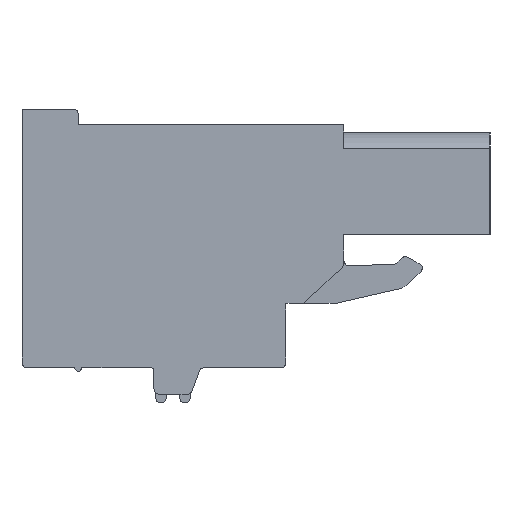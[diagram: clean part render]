
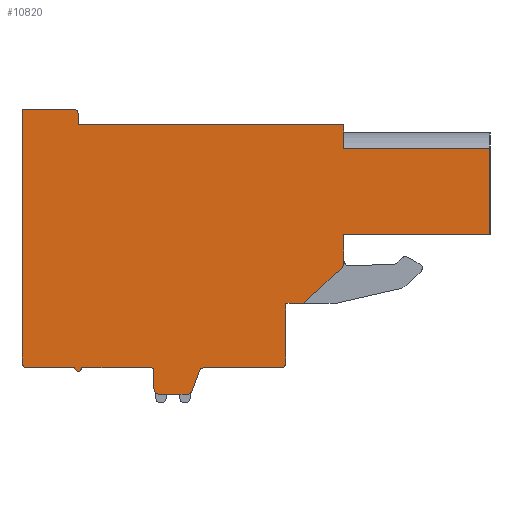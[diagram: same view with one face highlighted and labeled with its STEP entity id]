
A CAD part, left-side view. The second image highlights one B-rep face of the part: STEP entity #10820.
In plain terms, the highlighted planar face has unit normal (-1, 0, 0).
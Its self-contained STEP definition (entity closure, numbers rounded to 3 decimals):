
#1=DIRECTION('',(0.,1.,0.));
#2=VECTOR('',#1,8.3);
#3=CARTESIAN_POINT('',(0.,-13.96,5.635));
#4=LINE('',#3,#2);
#5=DIRECTION('',(0.,1.,0.));
#6=VECTOR('',#5,8.3);
#7=CARTESIAN_POINT('',(0.,-13.96,0.73));
#8=LINE('',#7,#6);
#9=DIRECTION('',(0.,0.,-1.));
#10=VECTOR('',#9,1.64);
#11=CARTESIAN_POINT('',(0.,-5.66,0.73));
#12=LINE('',#11,#10);
#13=CARTESIAN_POINT('',(0.,-5.36,-0.91));
#14=DIRECTION('',(1.,0.,0.));
#15=DIRECTION('',(0.,-1.,0.));
#16=AXIS2_PLACEMENT_3D('',#13,#14,#15);
#18=DIRECTION('',(0.,0.731,-0.683));
#19=VECTOR('',#18,3.018);
#20=CARTESIAN_POINT('',(0.,-5.565,-1.129));
#21=LINE('',#20,#19);
#22=DIRECTION('',(0.,1.,0.));
#23=VECTOR('',#22,1.);
#24=CARTESIAN_POINT('',(0.,-3.36,-3.19));
#25=LINE('',#24,#23);
#26=DIRECTION('',(0.,0.,-1.));
#27=VECTOR('',#26,0.5);
#28=CARTESIAN_POINT('',(0.,-2.36,-3.19));
#29=LINE('',#28,#27);
#30=DIRECTION('',(0.,0.,-1.));
#31=VECTOR('',#30,2.35);
#32=CARTESIAN_POINT('',(0.,-2.36,-3.69));
#33=LINE('',#32,#31);
#34=DIRECTION('',(0.,0.,-1.));
#35=VECTOR('',#34,0.5);
#36=CARTESIAN_POINT('',(0.,-2.36,-6.04));
#37=LINE('',#36,#35);
#38=CARTESIAN_POINT('',(0.,-2.06,-6.54));
#39=DIRECTION('',(1.,0.,0.));
#40=DIRECTION('',(0.,-1.,0.));
#41=AXIS2_PLACEMENT_3D('',#38,#39,#40);
#43=DIRECTION('',(0.,1.,0.));
#44=VECTOR('',#43,4.34);
#45=CARTESIAN_POINT('',(0.,-2.06,-6.84));
#46=LINE('',#45,#44);
#47=CARTESIAN_POINT('',(0.,2.28,-7.14));
#48=DIRECTION('',(-1.,0.,0.));
#49=DIRECTION('',(0.,0.,1.));
#50=AXIS2_PLACEMENT_3D('',#47,#48,#49);
#52=DIRECTION('',(0.,0.345,-0.939));
#53=VECTOR('',#52,1.179);
#54=CARTESIAN_POINT('',(0.,2.562,-7.037));
#55=LINE('',#54,#53);
#56=CARTESIAN_POINT('',(0.,3.25,-8.04));
#57=DIRECTION('',(1.,0.,0.));
#58=DIRECTION('',(0.,-0.939,-0.345));
#59=AXIS2_PLACEMENT_3D('',#56,#57,#58);
#61=DIRECTION('',(0.,1.,0.));
#62=VECTOR('',#61,1.59);
#63=CARTESIAN_POINT('',(0.,3.25,-8.34));
#64=LINE('',#63,#62);
#65=CARTESIAN_POINT('',(0.,4.84,-8.04));
#66=DIRECTION('',(1.,0.,0.));
#67=DIRECTION('',(0.,0.,-1.));
#68=AXIS2_PLACEMENT_3D('',#65,#66,#67);
#70=DIRECTION('',(0.,0.,1.));
#71=VECTOR('',#70,1.);
#72=CARTESIAN_POINT('',(0.,5.14,-8.04));
#73=LINE('',#72,#71);
#74=CARTESIAN_POINT('',(0.,5.34,-7.04));
#75=DIRECTION('',(-1.,0.,0.));
#76=DIRECTION('',(0.,-1.,0.));
#77=AXIS2_PLACEMENT_3D('',#74,#75,#76);
#79=DIRECTION('',(0.,1.,0.));
#80=VECTOR('',#79,3.9);
#81=CARTESIAN_POINT('',(0.,5.34,-6.84));
#82=LINE('',#81,#80);
#83=CARTESIAN_POINT('',(0.,9.44,-6.84));
#84=DIRECTION('',(1.,0.,0.));
#85=DIRECTION('',(0.,-1.,0.));
#86=AXIS2_PLACEMENT_3D('',#83,#84,#85);
#88=DIRECTION('',(0.,1.,0.));
#89=VECTOR('',#88,2.7);
#90=CARTESIAN_POINT('',(0.,9.64,-6.84));
#91=LINE('',#90,#89);
#92=CARTESIAN_POINT('',(0.,12.34,-6.54));
#93=DIRECTION('',(1.,0.,0.));
#94=DIRECTION('',(0.,0.,-1.));
#95=AXIS2_PLACEMENT_3D('',#92,#93,#94);
#97=DIRECTION('',(0.,0.,1.));
#98=VECTOR('',#97,0.5);
#99=CARTESIAN_POINT('',(0.,12.64,-6.54));
#100=LINE('',#99,#98);
#101=DIRECTION('',(0.,0.,1.));
#102=VECTOR('',#101,13.9);
#103=CARTESIAN_POINT('',(0.,12.64,-6.04));
#104=LINE('',#103,#102);
#105=DIRECTION('',(0.,-1.,0.));
#106=VECTOR('',#105,2.9);
#107=CARTESIAN_POINT('',(0.,12.64,7.86));
#108=LINE('',#107,#106);
#109=CARTESIAN_POINT('',(0.,9.74,7.56));
#110=DIRECTION('',(1.,0.,0.));
#111=DIRECTION('',(0.,0.,1.));
#112=AXIS2_PLACEMENT_3D('',#109,#110,#111);
#114=DIRECTION('',(0.,0.,-1.));
#115=VECTOR('',#114,0.6);
#116=CARTESIAN_POINT('',(0.,9.44,7.56));
#117=LINE('',#116,#115);
#118=DIRECTION('',(0.,-1.,0.));
#119=VECTOR('',#118,15.1);
#120=CARTESIAN_POINT('',(0.,9.44,6.96));
#121=LINE('',#120,#119);
#247=DIRECTION('',(0.,0.,1.));
#248=VECTOR('',#247,1.325);
#249=CARTESIAN_POINT('',(0.,-5.66,5.635));
#250=LINE('',#249,#248);
#670=DIRECTION('',(0.,0.,1.));
#671=VECTOR('',#670,4.905);
#672=CARTESIAN_POINT('',(0.,-13.96,0.73));
#673=LINE('',#672,#671);
#8185=CARTESIAN_POINT('',(0.,12.34,-6.84));
#8186=CARTESIAN_POINT('',(0.,12.64,-6.54));
#8187=VERTEX_POINT('',#8185);
#8188=VERTEX_POINT('',#8186);
#8189=CARTESIAN_POINT('',(0.,12.64,-6.04));
#8190=VERTEX_POINT('',#8189);
#8191=CARTESIAN_POINT('',(0.,12.64,7.86));
#8192=VERTEX_POINT('',#8191);
#8193=CARTESIAN_POINT('',(0.,9.74,7.86));
#8194=VERTEX_POINT('',#8193);
#8195=CARTESIAN_POINT('',(0.,9.44,7.56));
#8196=VERTEX_POINT('',#8195);
#8197=CARTESIAN_POINT('',(0.,9.44,6.96));
#8198=VERTEX_POINT('',#8197);
#8199=CARTESIAN_POINT('',(0.,-5.66,6.96));
#8200=VERTEX_POINT('',#8199);
#8201=CARTESIAN_POINT('',(0.,-13.96,0.73));
#8202=CARTESIAN_POINT('',(0.,-5.66,0.73));
#8203=VERTEX_POINT('',#8201);
#8204=VERTEX_POINT('',#8202);
#8205=CARTESIAN_POINT('',(0.,-5.66,-0.91));
#8206=VERTEX_POINT('',#8205);
#8207=CARTESIAN_POINT('',(0.,-5.565,-1.129));
#8208=VERTEX_POINT('',#8207);
#8209=CARTESIAN_POINT('',(0.,-3.36,-3.19));
#8210=VERTEX_POINT('',#8209);
#8211=CARTESIAN_POINT('',(0.,-2.36,-3.19));
#8212=VERTEX_POINT('',#8211);
#8213=CARTESIAN_POINT('',(0.,-2.36,-3.69));
#8214=VERTEX_POINT('',#8213);
#8215=CARTESIAN_POINT('',(0.,-2.36,-6.04));
#8216=VERTEX_POINT('',#8215);
#8217=CARTESIAN_POINT('',(0.,-2.36,-6.54));
#8218=VERTEX_POINT('',#8217);
#8219=CARTESIAN_POINT('',(0.,-2.06,-6.84));
#8220=VERTEX_POINT('',#8219);
#8221=CARTESIAN_POINT('',(0.,2.28,-6.84));
#8222=VERTEX_POINT('',#8221);
#8223=CARTESIAN_POINT('',(0.,2.562,-7.037));
#8224=VERTEX_POINT('',#8223);
#8225=CARTESIAN_POINT('',(0.,2.968,-8.143));
#8226=VERTEX_POINT('',#8225);
#8227=CARTESIAN_POINT('',(0.,3.25,-8.34));
#8228=VERTEX_POINT('',#8227);
#8229=CARTESIAN_POINT('',(0.,4.84,-8.34));
#8230=VERTEX_POINT('',#8229);
#8231=CARTESIAN_POINT('',(0.,5.14,-8.04));
#8232=VERTEX_POINT('',#8231);
#8233=CARTESIAN_POINT('',(0.,5.14,-7.04));
#8234=VERTEX_POINT('',#8233);
#8235=CARTESIAN_POINT('',(0.,5.34,-6.84));
#8236=VERTEX_POINT('',#8235);
#8237=CARTESIAN_POINT('',(0.,9.24,-6.84));
#8238=VERTEX_POINT('',#8237);
#8239=CARTESIAN_POINT('',(0.,9.64,-6.84));
#8240=VERTEX_POINT('',#8239);
#8545=CARTESIAN_POINT('',(0.,-13.96,5.635));
#8546=CARTESIAN_POINT('',(0.,-5.66,5.635));
#8547=VERTEX_POINT('',#8545);
#8548=VERTEX_POINT('',#8546);
#10753=CARTESIAN_POINT('',(0.,0.,0.));
#10754=DIRECTION('',(1.,0.,0.));
#10755=DIRECTION('',(0.,-1.,0.));
#10756=AXIS2_PLACEMENT_3D('',#10753,#10754,#10755);
#10757=PLANE('',#10756);
#10759=ORIENTED_EDGE('',*,*,#10758,.F.);
#10761=ORIENTED_EDGE('',*,*,#10760,.F.);
#10763=ORIENTED_EDGE('',*,*,#10762,.T.);
#10765=ORIENTED_EDGE('',*,*,#10764,.T.);
#10767=ORIENTED_EDGE('',*,*,#10766,.T.);
#10769=ORIENTED_EDGE('',*,*,#10768,.T.);
#10771=ORIENTED_EDGE('',*,*,#10770,.T.);
#10773=ORIENTED_EDGE('',*,*,#10772,.T.);
#10775=ORIENTED_EDGE('',*,*,#10774,.T.);
#10777=ORIENTED_EDGE('',*,*,#10776,.T.);
#10779=ORIENTED_EDGE('',*,*,#10778,.T.);
#10781=ORIENTED_EDGE('',*,*,#10780,.T.);
#10783=ORIENTED_EDGE('',*,*,#10782,.T.);
#10785=ORIENTED_EDGE('',*,*,#10784,.T.);
#10787=ORIENTED_EDGE('',*,*,#10786,.T.);
#10789=ORIENTED_EDGE('',*,*,#10788,.T.);
#10791=ORIENTED_EDGE('',*,*,#10790,.T.);
#10793=ORIENTED_EDGE('',*,*,#10792,.T.);
#10795=ORIENTED_EDGE('',*,*,#10794,.T.);
#10797=ORIENTED_EDGE('',*,*,#10796,.T.);
#10799=ORIENTED_EDGE('',*,*,#10798,.T.);
#10801=ORIENTED_EDGE('',*,*,#10800,.T.);
#10803=ORIENTED_EDGE('',*,*,#10802,.T.);
#10805=ORIENTED_EDGE('',*,*,#10804,.T.);
#10807=ORIENTED_EDGE('',*,*,#10806,.T.);
#10809=ORIENTED_EDGE('',*,*,#10808,.T.);
#10811=ORIENTED_EDGE('',*,*,#10810,.T.);
#10813=ORIENTED_EDGE('',*,*,#10812,.T.);
#10815=ORIENTED_EDGE('',*,*,#10814,.T.);
#10817=ORIENTED_EDGE('',*,*,#10816,.F.);
#10818=EDGE_LOOP('',(#10759,#10761,#10763,#10765,#10767,#10769,#10771,#10773,
#10775,#10777,#10779,#10781,#10783,#10785,#10787,#10789,#10791,#10793,#10795,
#10797,#10799,#10801,#10803,#10805,#10807,#10809,#10811,#10813,#10815,#10817));
#10819=FACE_OUTER_BOUND('',#10818,.F.);
#10820=ADVANCED_FACE('',(#10819),#10757,.F.);
#17=CIRCLE('',#16,0.3);
#42=CIRCLE('',#41,0.3);
#51=CIRCLE('',#50,0.3);
#60=CIRCLE('',#59,0.3);
#69=CIRCLE('',#68,0.3);
#78=CIRCLE('',#77,0.2);
#87=CIRCLE('',#86,0.2);
#96=CIRCLE('',#95,0.3);
#113=CIRCLE('',#112,0.3);
#10758=EDGE_CURVE('',#8547,#8548,#4,.T.);
#10760=EDGE_CURVE('',#8203,#8547,#673,.T.);
#10762=EDGE_CURVE('',#8203,#8204,#8,.T.);
#10764=EDGE_CURVE('',#8204,#8206,#12,.T.);
#10766=EDGE_CURVE('',#8206,#8208,#17,.T.);
#10768=EDGE_CURVE('',#8208,#8210,#21,.T.);
#10770=EDGE_CURVE('',#8210,#8212,#25,.T.);
#10772=EDGE_CURVE('',#8212,#8214,#29,.T.);
#10774=EDGE_CURVE('',#8214,#8216,#33,.T.);
#10776=EDGE_CURVE('',#8216,#8218,#37,.T.);
#10778=EDGE_CURVE('',#8218,#8220,#42,.T.);
#10780=EDGE_CURVE('',#8220,#8222,#46,.T.);
#10782=EDGE_CURVE('',#8222,#8224,#51,.T.);
#10784=EDGE_CURVE('',#8224,#8226,#55,.T.);
#10786=EDGE_CURVE('',#8226,#8228,#60,.T.);
#10788=EDGE_CURVE('',#8228,#8230,#64,.T.);
#10790=EDGE_CURVE('',#8230,#8232,#69,.T.);
#10792=EDGE_CURVE('',#8232,#8234,#73,.T.);
#10794=EDGE_CURVE('',#8234,#8236,#78,.T.);
#10796=EDGE_CURVE('',#8236,#8238,#82,.T.);
#10798=EDGE_CURVE('',#8238,#8240,#87,.T.);
#10800=EDGE_CURVE('',#8240,#8187,#91,.T.);
#10802=EDGE_CURVE('',#8187,#8188,#96,.T.);
#10804=EDGE_CURVE('',#8188,#8190,#100,.T.);
#10806=EDGE_CURVE('',#8190,#8192,#104,.T.);
#10808=EDGE_CURVE('',#8192,#8194,#108,.T.);
#10810=EDGE_CURVE('',#8194,#8196,#113,.T.);
#10812=EDGE_CURVE('',#8196,#8198,#117,.T.);
#10814=EDGE_CURVE('',#8198,#8200,#121,.T.);
#10816=EDGE_CURVE('',#8548,#8200,#250,.T.);
